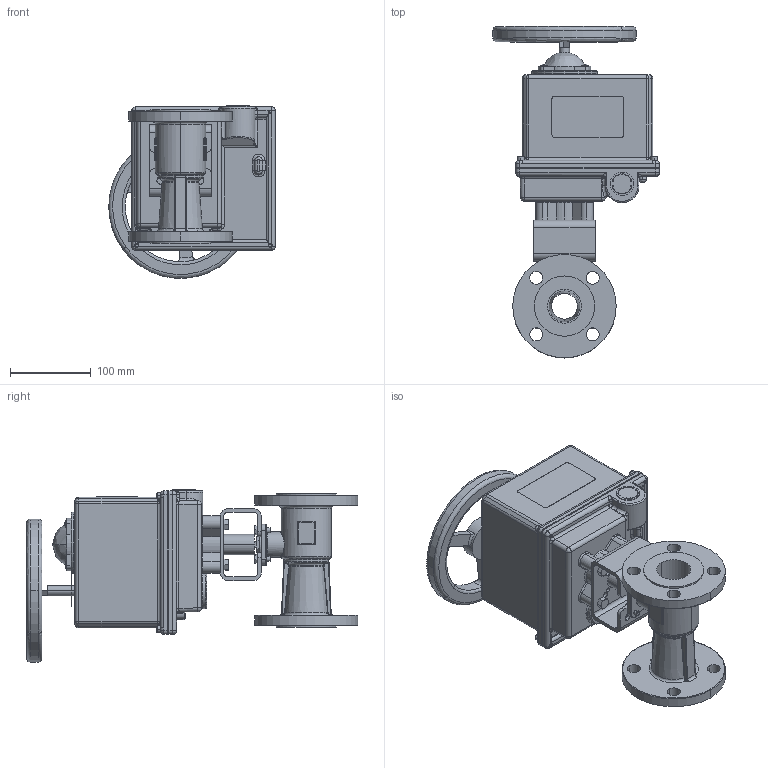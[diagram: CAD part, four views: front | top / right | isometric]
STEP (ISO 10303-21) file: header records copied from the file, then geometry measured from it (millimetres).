
FILE_DESCRIPTION (( 'STEP AP203' ), '1' );
FILE_NAME ('2000R-150_ER-4.STEP', '2018-01-17T18:55:49', ( '' ), ( '' ), 'SwSTEP 2.0', 'SolidWorks 2014', '' );
FILE_SCHEMA (( 'CONFIG_CONTROL_DESIGN' ));
Length unit declared in the file: inch
Products named in the file (1): 2000R-150_ER-4
Bounding box: 206.35 x 411.43 x 213.64 mm (x, y, z)
Surface area: 376402.9 mm2 (no closed solid volume)
Topology: 0 solids, 62 shells, 908 faces, 2744 edges, 1824 vertices
Faces by surface type: cylinder 358, plane 256, bspline 196, cone 59, torus 34, sphere 5
Entity records: 43505 total; most frequent: CARTESIAN_POINT 20822, ORIENTED_EDGE 4520, DIRECTION 4435, EDGE_CURVE 2714, VERTEX_POINT 1824, AXIS2_PLACEMENT_3D 1680, LINE 1075, VECTOR 1075
